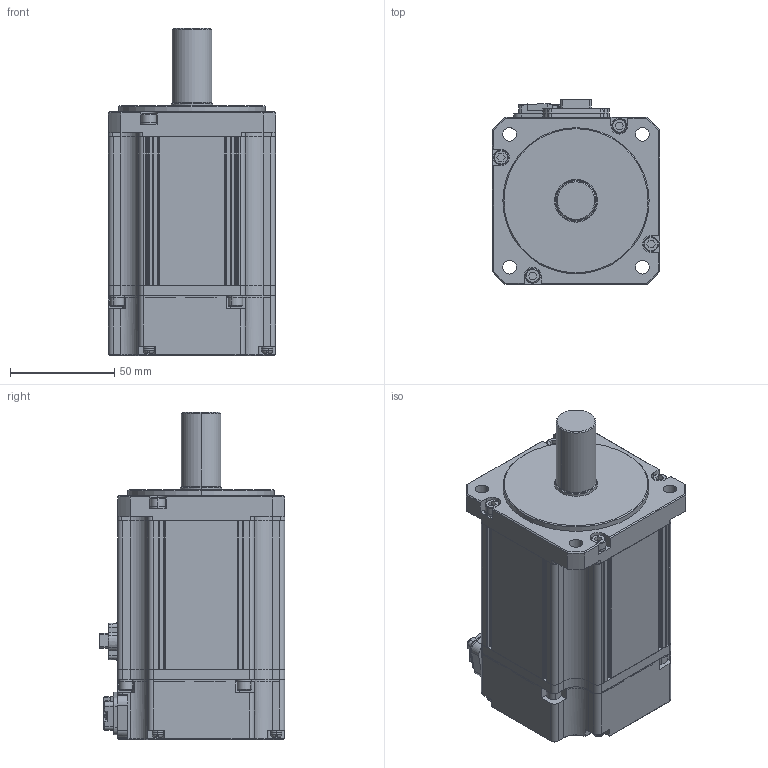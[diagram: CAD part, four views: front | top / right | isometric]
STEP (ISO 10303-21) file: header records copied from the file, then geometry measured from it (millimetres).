
FILE_DESCRIPTION (( 'STEP AP214' ), '1' );
FILE_NAME ('APMC-FCL06AMN, FCL05DMN.STEP', '2018-11-15T08:53:45', ( '' ), ( '' ), 'SwSTEP 2.0', 'SolidWorks 2011', '' );
FILE_SCHEMA (( 'AUTOMOTIVE_DESIGN' ));
Length unit declared in the file: millimetre
Products named in the file (1): APMC-FCL06AMN, FCL05DMN
Bounding box: 80 x 88.7 x 156.7 mm (x, y, z)
Volume: 680875.4 mm3; surface area: 111924.6 mm2
Topology: 44 solids, 44 shells, 1836 faces, 4814 edges, 3137 vertices
Faces by surface type: plane 1182, cylinder 466, bspline 101, cone 67, torus 20
Entity records: 81028 total; most frequent: CARTESIAN_POINT 15217, ORIENTED_EDGE 9624, DIRECTION 8888, EDGE_CURVE 4812, VECTOR 3356, LINE 3356, VERTEX_POINT 3137, AXIS2_PLACEMENT_3D 2766
